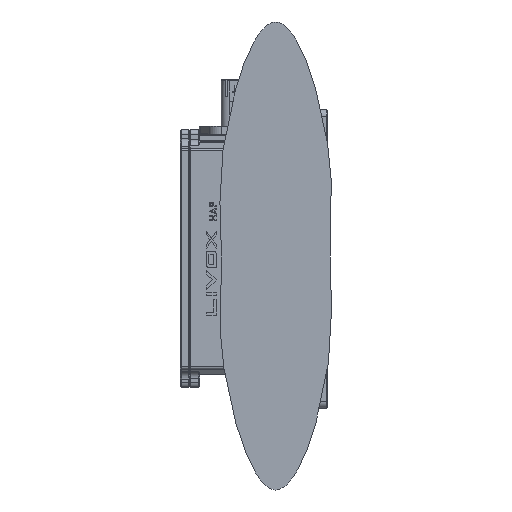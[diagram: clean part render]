
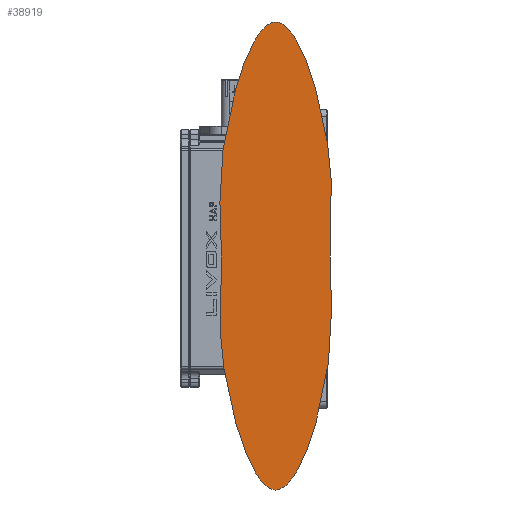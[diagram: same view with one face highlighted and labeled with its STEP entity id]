
A CAD part, top view. The second image highlights one B-rep face of the part: STEP entity #38919.
In plain terms, the highlighted planar face has unit normal (0, 0, 1).
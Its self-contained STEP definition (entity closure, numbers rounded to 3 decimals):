
#38664=CARTESIAN_POINT('',(-13.926,0.,82.));
#38665=CARTESIAN_POINT('',(-13.926,-3.114,82.));
#38666=CARTESIAN_POINT('',(-14.073,-7.822,82.));
#38667=CARTESIAN_POINT('',(-14.336,-14.161,82.));
#38668=CARTESIAN_POINT('',(-14.517,-19.081,82.));
#38669=CARTESIAN_POINT('',(-14.624,-24.175,82.));
#38670=CARTESIAN_POINT('',(-14.603,-29.485,82.));
#38671=CARTESIAN_POINT('',(-14.4,-35.054,82.));
#38672=CARTESIAN_POINT('',(-13.99,-40.534,82.));
#38673=CARTESIAN_POINT('',(-13.384,-45.891,82.));
#38674=CARTESIAN_POINT('',(-12.64,-51.06,82.));
#38675=CARTESIAN_POINT('',(-11.73,-56.325,82.));
#38676=CARTESIAN_POINT('',(-10.665,-61.618,82.));
#38677=CARTESIAN_POINT('',(-9.458,-66.873,82.));
#38678=CARTESIAN_POINT('',(-8.12,-72.023,82.));
#38679=CARTESIAN_POINT('',(-6.664,-77.001,82.));
#38680=CARTESIAN_POINT('',(-5.102,-81.74,82.));
#38681=CARTESIAN_POINT('',(-3.445,-86.173,82.));
#38682=CARTESIAN_POINT('',(-1.708,-90.236,82.));
#38683=CARTESIAN_POINT('',(0.098,-93.862,82.));
#38684=CARTESIAN_POINT('',(1.698,-96.549,82.));
#38685=CARTESIAN_POINT('',(3.019,-98.411,82.));
#38686=CARTESIAN_POINT('',(3.989,-99.611,82.));
#38687=CARTESIAN_POINT('',(4.968,-100.651,82.));
#38688=CARTESIAN_POINT('',(5.956,-101.525,82.));
#38689=CARTESIAN_POINT('',(6.954,-102.223,82.));
#38690=CARTESIAN_POINT('',(7.96,-102.737,82.));
#38691=CARTESIAN_POINT('',(8.976,-103.056,82.));
#38692=CARTESIAN_POINT('',(10.,-103.166,82.));
#38693=CARTESIAN_POINT('',(11.024,-103.056,82.));
#38694=CARTESIAN_POINT('',(12.04,-102.737,82.));
#38695=CARTESIAN_POINT('',(13.046,-102.223,82.));
#38696=CARTESIAN_POINT('',(14.044,-101.525,82.));
#38697=CARTESIAN_POINT('',(15.032,-100.651,82.));
#38698=CARTESIAN_POINT('',(16.011,-99.611,82.));
#38699=CARTESIAN_POINT('',(16.981,-98.411,82.));
#38700=CARTESIAN_POINT('',(18.302,-96.549,82.));
#38701=CARTESIAN_POINT('',(19.902,-93.862,82.));
#38702=CARTESIAN_POINT('',(21.708,-90.236,82.));
#38703=CARTESIAN_POINT('',(23.445,-86.173,82.));
#38704=CARTESIAN_POINT('',(25.102,-81.74,82.));
#38705=CARTESIAN_POINT('',(26.664,-77.001,82.));
#38706=CARTESIAN_POINT('',(28.12,-72.023,82.));
#38707=CARTESIAN_POINT('',(29.458,-66.873,82.));
#38708=CARTESIAN_POINT('',(30.665,-61.618,82.));
#38709=CARTESIAN_POINT('',(31.73,-56.325,82.));
#38710=CARTESIAN_POINT('',(32.64,-51.06,82.));
#38711=CARTESIAN_POINT('',(33.384,-45.891,82.));
#38712=CARTESIAN_POINT('',(33.99,-40.534,82.));
#38713=CARTESIAN_POINT('',(34.4,-35.054,82.));
#38714=CARTESIAN_POINT('',(34.603,-29.485,82.));
#38715=CARTESIAN_POINT('',(34.624,-24.175,82.));
#38716=CARTESIAN_POINT('',(34.517,-19.081,82.));
#38717=CARTESIAN_POINT('',(34.336,-14.161,82.));
#38718=CARTESIAN_POINT('',(34.073,-7.822,82.));
#38719=CARTESIAN_POINT('',(33.926,-3.114,82.));
#38720=CARTESIAN_POINT('',(33.926,0.,82.));
#38722=CARTESIAN_POINT('',(33.926,0.,82.));
#38723=CARTESIAN_POINT('',(33.926,3.114,82.));
#38724=CARTESIAN_POINT('',(34.073,7.822,82.));
#38725=CARTESIAN_POINT('',(34.336,14.161,82.));
#38726=CARTESIAN_POINT('',(34.517,19.081,82.));
#38727=CARTESIAN_POINT('',(34.624,24.175,82.));
#38728=CARTESIAN_POINT('',(34.603,29.485,82.));
#38729=CARTESIAN_POINT('',(34.4,35.054,82.));
#38730=CARTESIAN_POINT('',(33.99,40.534,82.));
#38731=CARTESIAN_POINT('',(33.384,45.891,82.));
#38732=CARTESIAN_POINT('',(32.64,51.06,82.));
#38733=CARTESIAN_POINT('',(31.73,56.325,82.));
#38734=CARTESIAN_POINT('',(30.665,61.618,82.));
#38735=CARTESIAN_POINT('',(29.458,66.873,82.));
#38736=CARTESIAN_POINT('',(28.12,72.023,82.));
#38737=CARTESIAN_POINT('',(26.664,77.001,82.));
#38738=CARTESIAN_POINT('',(25.102,81.74,82.));
#38739=CARTESIAN_POINT('',(23.445,86.173,82.));
#38740=CARTESIAN_POINT('',(21.708,90.236,82.));
#38741=CARTESIAN_POINT('',(19.902,93.862,82.));
#38742=CARTESIAN_POINT('',(18.302,96.549,82.));
#38743=CARTESIAN_POINT('',(16.981,98.411,82.));
#38744=CARTESIAN_POINT('',(16.011,99.611,82.));
#38745=CARTESIAN_POINT('',(15.032,100.651,82.));
#38746=CARTESIAN_POINT('',(14.044,101.525,82.));
#38747=CARTESIAN_POINT('',(13.046,102.223,82.));
#38748=CARTESIAN_POINT('',(12.04,102.737,82.));
#38749=CARTESIAN_POINT('',(11.024,103.056,82.));
#38750=CARTESIAN_POINT('',(10.,103.166,82.));
#38751=CARTESIAN_POINT('',(8.976,103.056,82.));
#38752=CARTESIAN_POINT('',(7.96,102.737,82.));
#38753=CARTESIAN_POINT('',(6.954,102.223,82.));
#38754=CARTESIAN_POINT('',(5.956,101.525,82.));
#38755=CARTESIAN_POINT('',(4.968,100.651,82.));
#38756=CARTESIAN_POINT('',(3.989,99.611,82.));
#38757=CARTESIAN_POINT('',(3.019,98.411,82.));
#38758=CARTESIAN_POINT('',(1.698,96.549,82.));
#38759=CARTESIAN_POINT('',(0.098,93.862,82.));
#38760=CARTESIAN_POINT('',(-1.708,90.236,82.));
#38761=CARTESIAN_POINT('',(-3.445,86.173,82.));
#38762=CARTESIAN_POINT('',(-5.102,81.74,82.));
#38763=CARTESIAN_POINT('',(-6.664,77.001,82.));
#38764=CARTESIAN_POINT('',(-8.12,72.023,82.));
#38765=CARTESIAN_POINT('',(-9.458,66.873,82.));
#38766=CARTESIAN_POINT('',(-10.665,61.618,82.));
#38767=CARTESIAN_POINT('',(-11.73,56.325,82.));
#38768=CARTESIAN_POINT('',(-12.64,51.06,82.));
#38769=CARTESIAN_POINT('',(-13.384,45.891,82.));
#38770=CARTESIAN_POINT('',(-13.99,40.534,82.));
#38771=CARTESIAN_POINT('',(-14.4,35.054,82.));
#38772=CARTESIAN_POINT('',(-14.603,29.485,82.));
#38773=CARTESIAN_POINT('',(-14.624,24.175,82.));
#38774=CARTESIAN_POINT('',(-14.517,19.081,82.));
#38775=CARTESIAN_POINT('',(-14.336,14.161,82.));
#38776=CARTESIAN_POINT('',(-14.073,7.822,82.));
#38777=CARTESIAN_POINT('',(-13.926,3.114,82.));
#38778=CARTESIAN_POINT('',(-13.926,0.,82.));
#38904=VERTEX_POINT('',#38664);
#38905=VERTEX_POINT('',#38720);
#38908=CARTESIAN_POINT('',(0.,0.,82.));
#38909=DIRECTION('',(0.,0.,1.));
#38910=DIRECTION('',(0.,1.,0.));
#38911=AXIS2_PLACEMENT_3D('',#38908,#38909,#38910);
#38912=PLANE('',#38911);
#38914=ORIENTED_EDGE('',*,*,#38913,.F.);
#38916=ORIENTED_EDGE('',*,*,#38915,.F.);
#38917=EDGE_LOOP('',(#38914,#38916));
#38918=FACE_OUTER_BOUND('',#38917,.F.);
#38919=ADVANCED_FACE('',(#38918),#38912,.T.);
#38721=B_SPLINE_CURVE_WITH_KNOTS('',3,(#38664,#38665,#38666,#38667,#38668,
#38669,#38670,#38671,#38672,#38673,#38674,#38675,#38676,#38677,#38678,#38679,
#38680,#38681,#38682,#38683,#38684,#38685,#38686,#38687,#38688,#38689,#38690,
#38691,#38692,#38693,#38694,#38695,#38696,#38697,#38698,#38699,#38700,#38701,
#38702,#38703,#38704,#38705,#38706,#38707,#38708,#38709,#38710,#38711,#38712,
#38713,#38714,#38715,#38716,#38717,#38718,#38719,#38720),.UNSPECIFIED.,.F.,.F.,(
4,1,1,1,1,1,1,1,1,1,1,1,1,1,1,1,1,1,1,1,1,1,1,1,1,1,1,1,1,1,1,1,1,1,1,1,1,1,1,1,
1,1,1,1,1,1,1,1,1,1,1,1,1,1,4),(0.,0.042,0.064,
0.086,0.11,0.134,0.159,
0.185,0.208,0.232,0.257,
0.281,0.306,0.33,0.354,
0.376,0.398,0.418,0.437,
0.453,0.461,0.468,0.474,
0.48,0.486,0.491,0.495,0.5,
0.505,0.509,0.514,0.52,
0.526,0.532,0.539,0.547,
0.563,0.582,0.602,0.624,
0.646,0.67,0.694,0.719,
0.743,0.768,0.792,0.815,
0.841,0.866,0.89,0.914,
0.936,0.958,1.),.UNSPECIFIED.);
#38779=B_SPLINE_CURVE_WITH_KNOTS('',3,(#38722,#38723,#38724,#38725,#38726,
#38727,#38728,#38729,#38730,#38731,#38732,#38733,#38734,#38735,#38736,#38737,
#38738,#38739,#38740,#38741,#38742,#38743,#38744,#38745,#38746,#38747,#38748,
#38749,#38750,#38751,#38752,#38753,#38754,#38755,#38756,#38757,#38758,#38759,
#38760,#38761,#38762,#38763,#38764,#38765,#38766,#38767,#38768,#38769,#38770,
#38771,#38772,#38773,#38774,#38775,#38776,#38777,#38778),.UNSPECIFIED.,.F.,.F.,(
4,1,1,1,1,1,1,1,1,1,1,1,1,1,1,1,1,1,1,1,1,1,1,1,1,1,1,1,1,1,1,1,1,1,1,1,1,1,1,1,
1,1,1,1,1,1,1,1,1,1,1,1,1,1,4),(0.,0.042,0.064,
0.086,0.11,0.134,0.159,
0.185,0.208,0.232,0.257,
0.281,0.306,0.33,0.354,
0.376,0.398,0.418,0.437,
0.453,0.461,0.468,0.474,
0.48,0.486,0.491,0.495,0.5,
0.505,0.509,0.514,0.52,
0.526,0.532,0.539,0.547,
0.563,0.582,0.602,0.624,
0.646,0.67,0.694,0.719,
0.743,0.768,0.792,0.815,
0.841,0.866,0.89,0.914,
0.936,0.958,1.),.UNSPECIFIED.);
#38913=EDGE_CURVE('',#38904,#38905,#38721,.T.);
#38915=EDGE_CURVE('',#38905,#38904,#38779,.T.);
